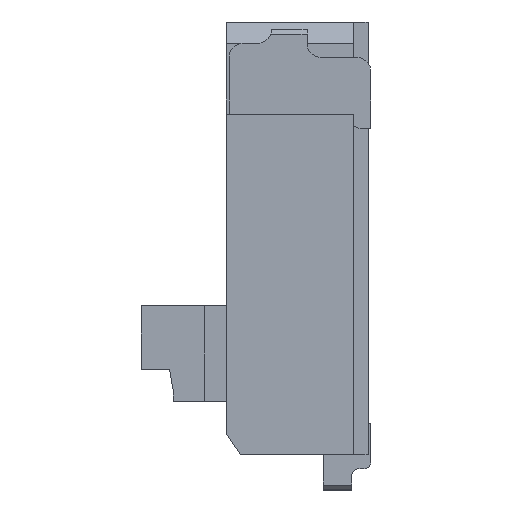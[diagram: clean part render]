
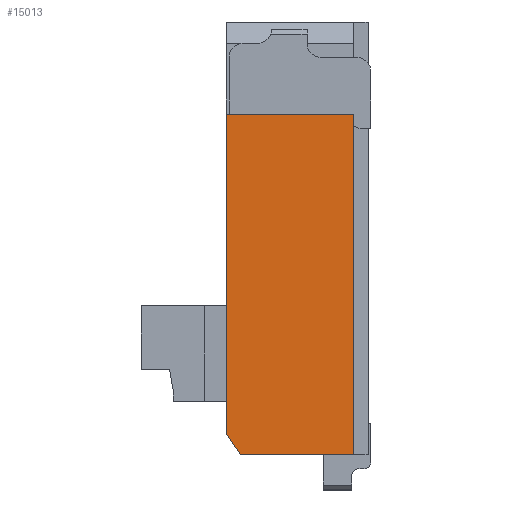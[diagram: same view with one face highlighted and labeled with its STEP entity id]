
A CAD part, left-side view. The second image highlights one B-rep face of the part: STEP entity #15013.
In plain terms, the highlighted planar face has unit normal (-1, 0, 0).
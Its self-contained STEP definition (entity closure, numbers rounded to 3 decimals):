
#423 = EDGE_LOOP ( 'NONE', ( #14134, #12975, #14917, #15342, #8390 ) ) ;
#1265 = CARTESIAN_POINT ( 'NONE',  ( 21.457, 17.503, -1.525 ) ) ;
#1499 = DIRECTION ( 'NONE',  ( 1., 0., 0. ) ) ;
#1811 = FACE_OUTER_BOUND ( 'NONE', #423, .T. ) ;
#1893 = EDGE_CURVE ( 'NONE', #12081, #13196, #14483, .T. ) ;
#2841 = CARTESIAN_POINT ( 'NONE',  ( 21.457, 17.503, 0.875 ) ) ;
#3058 = LINE ( 'NONE', #12716, #5959 ) ;
#4505 = EDGE_CURVE ( 'NONE', #10342, #12081, #9105, .T. ) ;
#4755 = CARTESIAN_POINT ( 'NONE',  ( 21.457, 17.503, -1.525 ) ) ;
#4865 = VECTOR ( 'NONE', #11621, 1000. ) ;
#5381 = CARTESIAN_POINT ( 'NONE',  ( 21.457, 18.303, -1.525 ) ) ;
#5959 = VECTOR ( 'NONE', #14930, 1000. ) ;
#6095 = CARTESIAN_POINT ( 'NONE',  ( 21.457, 18.403, -1.375 ) ) ;
#6412 = PLANE ( 'NONE',  #12499 ) ;
#6986 = LINE ( 'NONE', #4755, #13712 ) ;
#7183 = VERTEX_POINT ( 'NONE', #1265 ) ;
#7203 = EDGE_CURVE ( 'NONE', #7183, #10342, #12732, .T. ) ;
#8065 = DIRECTION ( 'NONE',  ( 0., 0.555, 0.832 ) ) ;
#8357 = VERTEX_POINT ( 'NONE', #2841 ) ;
#8390 = ORIENTED_EDGE ( 'NONE', *, *, #7203, .F. ) ;
#9105 = LINE ( 'NONE', #5381, #14410 ) ;
#10133 = CARTESIAN_POINT ( 'NONE',  ( 21.457, 17.953, -0.325 ) ) ;
#10300 = CARTESIAN_POINT ( 'NONE',  ( 21.457, 17.503, -1.525 ) ) ;
#10342 = VERTEX_POINT ( 'NONE', #15407 ) ;
#10812 = VECTOR ( 'NONE', #14634, 1000. ) ;
#11089 = EDGE_CURVE ( 'NONE', #7183, #8357, #6986, .T. ) ;
#11246 = DIRECTION ( 'NONE',  ( 0., 1., 0. ) ) ;
#11621 = DIRECTION ( 'NONE',  ( 0., 1., 0. ) ) ;
#12081 = VERTEX_POINT ( 'NONE', #13174 ) ;
#12499 = AXIS2_PLACEMENT_3D ( 'NONE', #10133, #1499, #11246 ) ;
#12716 = CARTESIAN_POINT ( 'NONE',  ( 21.457, 17.503, 0.875 ) ) ;
#12732 = LINE ( 'NONE', #10300, #4865 ) ;
#12906 = DIRECTION ( 'NONE',  ( 0., 0., 1. ) ) ;
#12975 = ORIENTED_EDGE ( 'NONE', *, *, #13094, .T. ) ;
#13094 = EDGE_CURVE ( 'NONE', #8357, #13196, #3058, .T. ) ;
#13174 = CARTESIAN_POINT ( 'NONE',  ( 21.457, 18.403, -1.375 ) ) ;
#13196 = VERTEX_POINT ( 'NONE', #15393 ) ;
#13712 = VECTOR ( 'NONE', #12906, 1000. ) ;
#14134 = ORIENTED_EDGE ( 'NONE', *, *, #11089, .T. ) ;
#14410 = VECTOR ( 'NONE', #8065, 1000. ) ;
#14483 = LINE ( 'NONE', #6095, #10812 ) ;
#14634 = DIRECTION ( 'NONE',  ( 0., 0., 1. ) ) ;
#14917 = ORIENTED_EDGE ( 'NONE', *, *, #1893, .F. ) ;
#14930 = DIRECTION ( 'NONE',  ( 0., 1., 0. ) ) ;
#15013 = ADVANCED_FACE ( 'NONE', ( #1811 ), #6412, .F. ) ;
#15342 = ORIENTED_EDGE ( 'NONE', *, *, #4505, .F. ) ;
#15393 = CARTESIAN_POINT ( 'NONE',  ( 21.457, 18.403, 0.875 ) ) ;
#15407 = CARTESIAN_POINT ( 'NONE',  ( 21.457, 18.303, -1.525 ) ) ;
